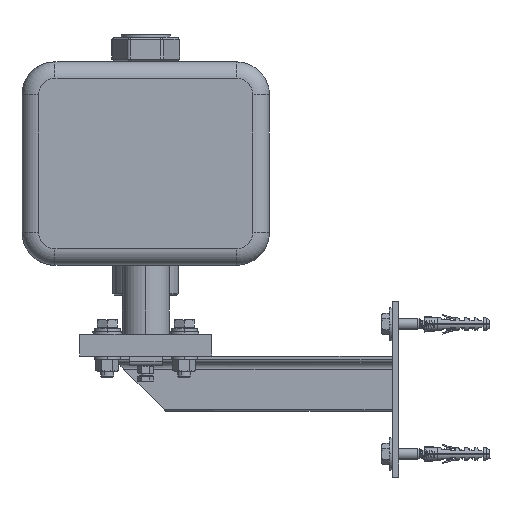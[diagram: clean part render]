
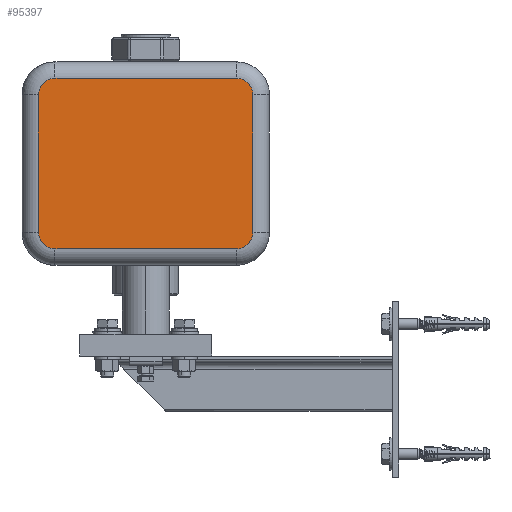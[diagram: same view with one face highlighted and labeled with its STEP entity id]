
A CAD part, left-side view. The second image highlights one B-rep face of the part: STEP entity #95397.
In plain terms, the highlighted planar face has unit normal (-1, 0, 0).
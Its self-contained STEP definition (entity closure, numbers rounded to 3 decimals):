
#94828=CARTESIAN_POINT('Vertex',(-80.,82.5,-37.5)) ;
#94831=CARTESIAN_POINT('Axis2P3D Location',(-80.,82.5,-22.5)) ;
#94835=CARTESIAN_POINT('Vertex',(-80.,97.5,-22.5)) ;
#94855=CARTESIAN_POINT('Line Origine',(-80.,97.5,40.)) ;
#94859=CARTESIAN_POINT('Vertex',(-80.,97.5,102.5)) ;
#95095=CARTESIAN_POINT('Axis2P3D Location',(-80.,82.5,102.5)) ;
#95099=CARTESIAN_POINT('Vertex',(-80.,82.5,117.5)) ;
#95119=CARTESIAN_POINT('Line Origine',(-80.,0.,117.5)) ;
#95123=CARTESIAN_POINT('Vertex',(-80.,-82.5,117.5)) ;
#95143=CARTESIAN_POINT('Axis2P3D Location',(-80.,-82.5,102.5)) ;
#95147=CARTESIAN_POINT('Vertex',(-80.,-97.5,102.5)) ;
#95167=CARTESIAN_POINT('Line Origine',(-80.,-97.5,40.)) ;
#95171=CARTESIAN_POINT('Vertex',(-80.,-97.5,-22.5)) ;
#95191=CARTESIAN_POINT('Axis2P3D Location',(-80.,-82.5,-22.5)) ;
#95195=CARTESIAN_POINT('Vertex',(-80.,-82.5,-37.5)) ;
#95215=CARTESIAN_POINT('Line Origine',(-80.,0.,-37.5)) ;
#95382=CARTESIAN_POINT('Axis2P3D Location',(-80.,0.,40.)) ;
#94857=VECTOR('Line Direction',#94856,1.) ;
#95121=VECTOR('Line Direction',#95120,1.) ;
#95169=VECTOR('Line Direction',#95168,1.) ;
#95217=VECTOR('Line Direction',#95216,1.) ;
#94832=DIRECTION('Axis2P3D Direction',(1.,0.,0.)) ;
#94856=DIRECTION('Vector Direction',(0.,0.,1.)) ;
#95096=DIRECTION('Axis2P3D Direction',(1.,0.,0.)) ;
#95120=DIRECTION('Vector Direction',(0.,1.,0.)) ;
#95144=DIRECTION('Axis2P3D Direction',(1.,0.,0.)) ;
#95168=DIRECTION('Vector Direction',(0.,0.,-1.)) ;
#95192=DIRECTION('Axis2P3D Direction',(1.,0.,0.)) ;
#95216=DIRECTION('Vector Direction',(0.,-1.,0.)) ;
#95383=DIRECTION('Axis2P3D Direction',(1.,0.,0.)) ;
#95384=DIRECTION('Axis2P3D XDirection',(0.,1.,0.)) ;
#94833=AXIS2_PLACEMENT_3D('Circle Axis2P3D',#94831,#94832,$) ;
#95097=AXIS2_PLACEMENT_3D('Circle Axis2P3D',#95095,#95096,$) ;
#95145=AXIS2_PLACEMENT_3D('Circle Axis2P3D',#95143,#95144,$) ;
#95193=AXIS2_PLACEMENT_3D('Circle Axis2P3D',#95191,#95192,$) ;
#95385=AXIS2_PLACEMENT_3D('Plane Axis2P3D',#95382,#95383,#95384) ;
#94858=LINE('Line',#94855,#94857) ;
#95122=LINE('Line',#95119,#95121) ;
#95170=LINE('Line',#95167,#95169) ;
#95218=LINE('Line',#95215,#95217) ;
#94834=CIRCLE('generated circle',#94833,15.) ;
#95098=CIRCLE('generated circle',#95097,15.) ;
#95146=CIRCLE('generated circle',#95145,15.) ;
#95194=CIRCLE('generated circle',#95193,15.) ;
#95386=PLANE('',#95385) ;
#94837=EDGE_CURVE('',#94829,#94836,#94834,.T.) ;
#94861=EDGE_CURVE('',#94836,#94860,#94858,.T.) ;
#95101=EDGE_CURVE('',#94860,#95100,#95098,.T.) ;
#95125=EDGE_CURVE('',#95100,#95124,#95122,.F.) ;
#95149=EDGE_CURVE('',#95124,#95148,#95146,.T.) ;
#95173=EDGE_CURVE('',#95148,#95172,#95170,.T.) ;
#95197=EDGE_CURVE('',#95172,#95196,#95194,.T.) ;
#95219=EDGE_CURVE('',#95196,#94829,#95218,.F.) ;
#95388=ORIENTED_EDGE('',*,*,#95101,.F.) ;
#95389=ORIENTED_EDGE('',*,*,#94861,.F.) ;
#95390=ORIENTED_EDGE('',*,*,#94837,.F.) ;
#95391=ORIENTED_EDGE('',*,*,#95219,.F.) ;
#95392=ORIENTED_EDGE('',*,*,#95197,.F.) ;
#95393=ORIENTED_EDGE('',*,*,#95173,.F.) ;
#95394=ORIENTED_EDGE('',*,*,#95149,.F.) ;
#95395=ORIENTED_EDGE('',*,*,#95125,.F.) ;
#95387=EDGE_LOOP('',(#95388,#95389,#95390,#95391,#95392,#95393,#95394,#95395)) ;
#94829=VERTEX_POINT('',#94828) ;
#94836=VERTEX_POINT('',#94835) ;
#94860=VERTEX_POINT('',#94859) ;
#95100=VERTEX_POINT('',#95099) ;
#95124=VERTEX_POINT('',#95123) ;
#95148=VERTEX_POINT('',#95147) ;
#95172=VERTEX_POINT('',#95171) ;
#95196=VERTEX_POINT('',#95195) ;
#95397=ADVANCED_FACE('PartBody',(#95396),#95386,.F.) ;
#95396=FACE_OUTER_BOUND('',#95387,.T.) ;
